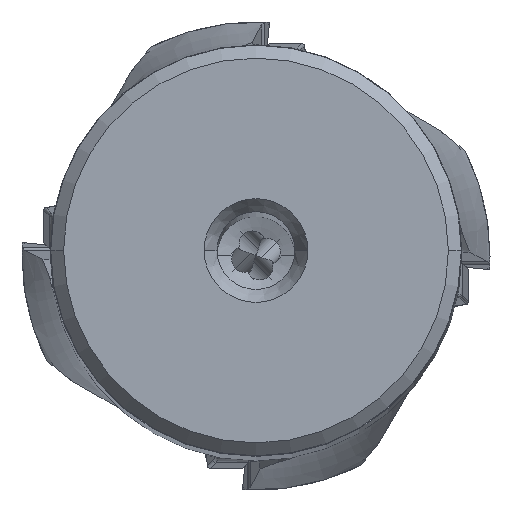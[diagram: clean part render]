
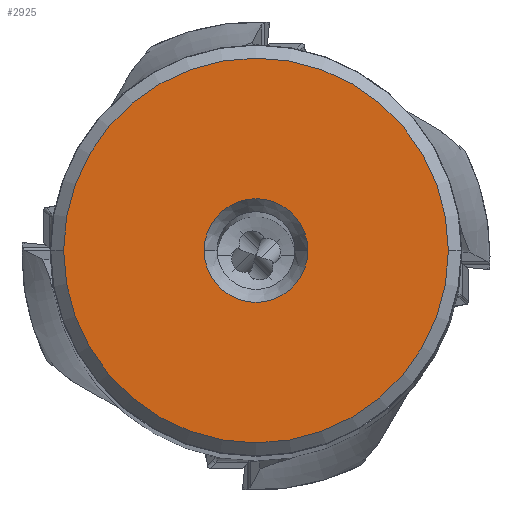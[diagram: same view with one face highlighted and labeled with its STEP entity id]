
A CAD part, top view. The second image highlights one B-rep face of the part: STEP entity #2925.
In plain terms, the highlighted planar face has unit normal (0, 0, 1).
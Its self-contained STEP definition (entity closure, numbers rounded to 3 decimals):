
#718=PLANE('',#16393);
#882=FACE_BOUND('',#4620,.T.);
#883=FACE_BOUND('',#4621,.T.);
#2925=ADVANCED_FACE('',(#882,#883),#718,.T.);
#4620=EDGE_LOOP('',(#8375,#8376,#8377,#8378));
#4621=EDGE_LOOP('',(#8379,#8380));
#5524=CIRCLE('',#16386,4.);
#5525=CIRCLE('',#16388,14.84);
#5526=CIRCLE('',#16389,14.84);
#5527=CIRCLE('',#16390,14.84);
#5528=CIRCLE('',#16391,14.84);
#5529=CIRCLE('',#16392,4.);
#8375=ORIENTED_EDGE('',*,*,#13357,.F.);
#8376=ORIENTED_EDGE('',*,*,#13358,.T.);
#8377=ORIENTED_EDGE('',*,*,#13359,.T.);
#8378=ORIENTED_EDGE('',*,*,#13360,.F.);
#8379=ORIENTED_EDGE('',*,*,#13361,.F.);
#8380=ORIENTED_EDGE('',*,*,#13356,.F.);
#11471=VERTEX_POINT('',#31258);
#11472=VERTEX_POINT('',#31260);
#11473=VERTEX_POINT('',#31264);
#11474=VERTEX_POINT('',#31265);
#11475=VERTEX_POINT('',#31267);
#11476=VERTEX_POINT('',#31269);
#13356=EDGE_CURVE('',#11472,#11471,#5524,.T.);
#13357=EDGE_CURVE('',#11473,#11474,#5525,.T.);
#13358=EDGE_CURVE('',#11473,#11475,#5526,.T.);
#13359=EDGE_CURVE('',#11475,#11476,#5527,.T.);
#13360=EDGE_CURVE('',#11474,#11476,#5528,.T.);
#13361=EDGE_CURVE('',#11471,#11472,#5529,.T.);
#16386=AXIS2_PLACEMENT_3D('',#31261,#19428,#19429);
#16388=AXIS2_PLACEMENT_3D('',#31263,#19432,#19433);
#16389=AXIS2_PLACEMENT_3D('',#31266,#19434,#19435);
#16390=AXIS2_PLACEMENT_3D('',#31268,#19436,#19437);
#16391=AXIS2_PLACEMENT_3D('',#31270,#19438,#19439);
#16392=AXIS2_PLACEMENT_3D('',#31271,#19440,#19441);
#16393=AXIS2_PLACEMENT_3D('',#31272,#19442,#19443);
#19428=DIRECTION('',(0.,0.,1.));
#19429=DIRECTION('',(-1.,0.,0.));
#19432=DIRECTION('',(0.,0.,-1.));
#19433=DIRECTION('',(-1.,0.002,0.));
#19434=DIRECTION('',(0.,0.,1.));
#19435=DIRECTION('',(-1.,0.002,0.));
#19436=DIRECTION('',(0.,0.,1.));
#19437=DIRECTION('',(1.,-0.002,0.));
#19438=DIRECTION('',(0.,0.,-1.));
#19439=DIRECTION('',(1.,-0.002,0.));
#19440=DIRECTION('',(0.,0.,1.));
#19441=DIRECTION('',(1.,0.,0.));
#19442=DIRECTION('',(0.,0.,1.));
#19443=DIRECTION('',(1.,0.,0.));
#31258=CARTESIAN_POINT('',(4.,0.,0.));
#31260=CARTESIAN_POINT('',(-4.,0.,0.));
#31261=CARTESIAN_POINT('',(0.,0.,0.));
#31263=CARTESIAN_POINT('',(0.,0.,0.));
#31264=CARTESIAN_POINT('',(-14.84,0.023,0.));
#31265=CARTESIAN_POINT('',(14.84,0.,0.));
#31266=CARTESIAN_POINT('',(0.,0.,0.));
#31267=CARTESIAN_POINT('',(-14.84,0.,0.));
#31268=CARTESIAN_POINT('',(0.,0.,0.));
#31269=CARTESIAN_POINT('',(14.84,-0.023,0.));
#31270=CARTESIAN_POINT('',(0.,0.,0.));
#31271=CARTESIAN_POINT('',(0.,0.,0.));
#31272=CARTESIAN_POINT('',(0.,0.,0.));
